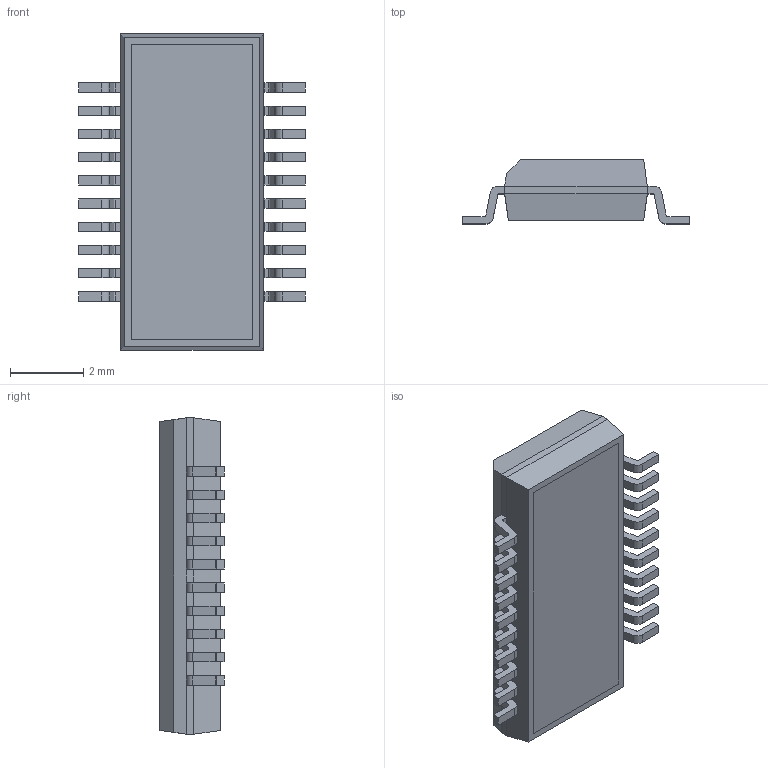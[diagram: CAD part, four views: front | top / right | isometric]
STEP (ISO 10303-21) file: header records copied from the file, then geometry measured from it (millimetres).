
FILE_DESCRIPTION (( 'STEP AP214' ), '1' );
FILE_NAME ('05081641_B_GN20&&20.STEP', '2024-04-26T04:57:06', ( '' ), ( '' ), 'SwSTEP 2.0', 'SolidWorks 2021', '' );
FILE_SCHEMA (( 'AUTOMOTIVE_DESIGN' ));
Length unit declared in the file: millimetre
Products named in the file (1): 05081641_B_GN20&&20
Bounding box: 6.2 x 1.75 x 8.65 mm (x, y, z)
Volume: 55.1 mm3; surface area: 136.5 mm2
Topology: 21 solids, 21 shells, 316 faces, 815 edges, 542 vertices
Faces by surface type: plane 236, cylinder 80
Entity records: 9811 total; most frequent: CARTESIAN_POINT 1764, ORIENTED_EDGE 1630, DIRECTION 1579, EDGE_CURVE 815, VECTOR 625, LINE 625, VERTEX_POINT 542, AXIS2_PLACEMENT_3D 477
